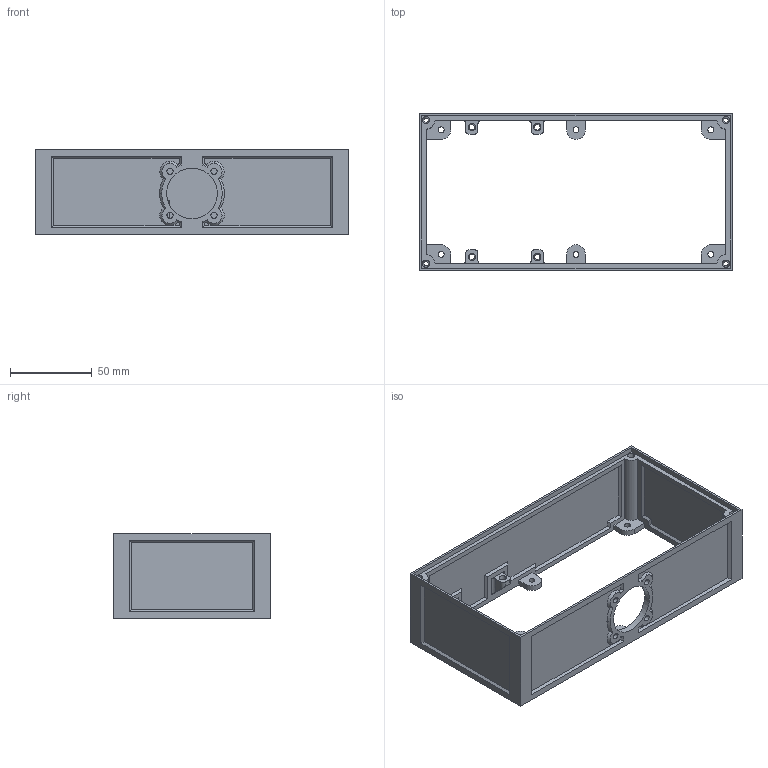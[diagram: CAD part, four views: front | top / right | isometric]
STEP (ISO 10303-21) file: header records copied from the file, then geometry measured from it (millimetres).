
FILE_DESCRIPTION (( 'STEP AP214' ), '1' );
FILE_NAME ('head base.STEP', '2019-04-06T16:37:22', ( '' ), ( '' ), 'SwSTEP 2.0', 'SolidWorks 2016', '' );
FILE_SCHEMA (( 'AUTOMOTIVE_DESIGN' ));
Length unit declared in the file: millimetre
Products named in the file (1): head base
Bounding box: 191.52 x 95.89 x 51.67 mm (x, y, z)
Volume: 67769.6 mm3; surface area: 67175.2 mm2
Topology: 1 solids, 1 shells, 236 faces, 641 edges, 422 vertices
Faces by surface type: plane 137, cylinder 64, cone 35
Entity records: 7548 total; most frequent: CARTESIAN_POINT 1423, ORIENTED_EDGE 1282, DIRECTION 1234, EDGE_CURVE 641, VECTOR 440, LINE 440, VERTEX_POINT 422, AXIS2_PLACEMENT_3D 397
